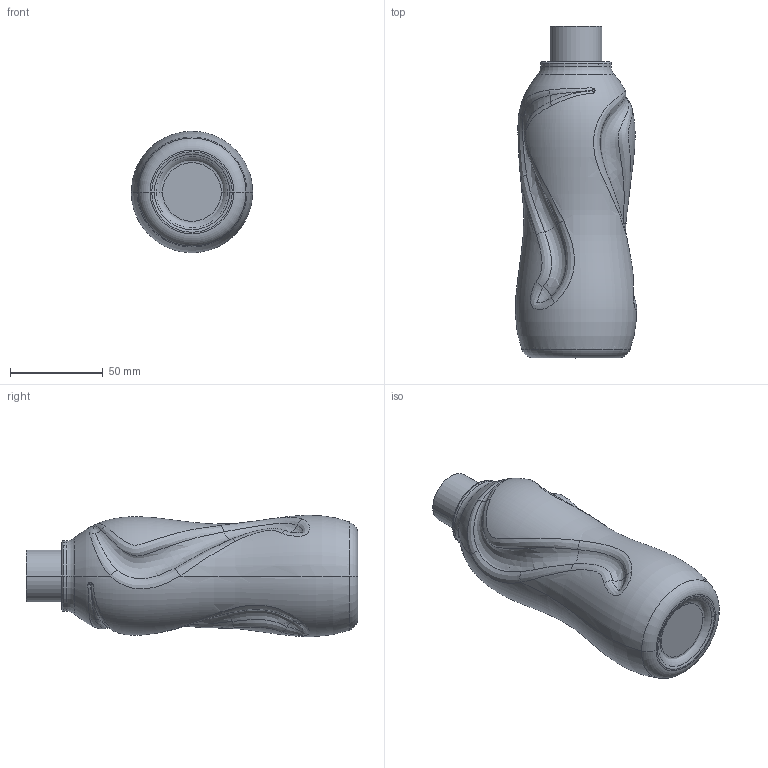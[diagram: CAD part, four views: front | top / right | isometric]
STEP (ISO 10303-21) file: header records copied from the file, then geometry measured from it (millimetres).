
FILE_DESCRIPTION((''),'2;1');
FILE_NAME('BOTTLENEW','2019-08-23T16:52:01',('Bharath'),(''),'CREO PARAMETRIC BY PTC INC, 2016510','CREO PARAMETRIC BY PTC INC, 2016510','');
FILE_SCHEMA(('CONFIG_CONTROL_DESIGN'));
Length unit declared in the file: millimetre
Products named in the file (1): BOTTLENEW
Bounding box: 65.37 x 179 x 65.39 mm (x, y, z)
Surface area: 49656.3 mm2 (no closed solid volume)
Topology: 0 solids, 0 shells, 68 faces, 310 edges, 304 vertices
Faces by surface type: bspline 46, torus 10, plane 4, cylinder 4, revolution 2, cone 2
Entity records: 21507 total; most frequent: CARTESIAN_POINT 19127, DIRECTION 335, DEFINITIONAL_REPRESENTATION 298, PCURVE 298, COMPOSITE_CURVE_SEGMENT 298, TRIMMED_CURVE 231, B_SPLINE_CURVE_WITH_KNOTS 218, VECTOR 169
